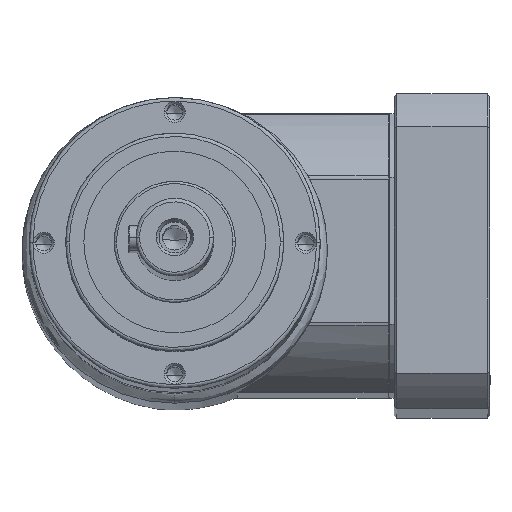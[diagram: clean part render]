
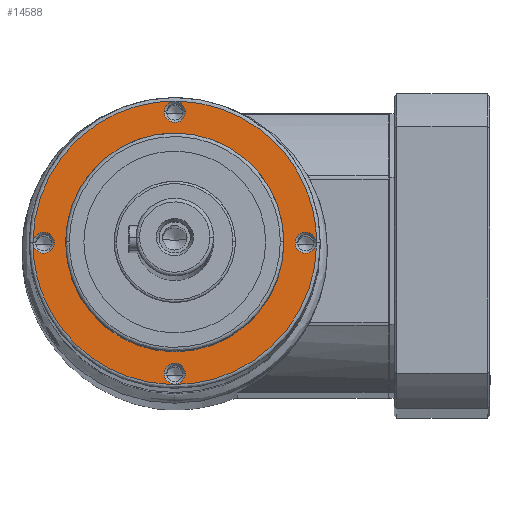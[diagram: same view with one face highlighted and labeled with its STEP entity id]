
A CAD part, left-side view. The second image highlights one B-rep face of the part: STEP entity #14588.
In plain terms, the highlighted face is planar.
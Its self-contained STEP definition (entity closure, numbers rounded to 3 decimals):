
#666 = DIRECTION ( 'NONE',  ( 1., 0., 0. ) ) ;
#930 = CIRCLE ( 'NONE', #26846, 4.324 ) ;
#1268 = CIRCLE ( 'NONE', #27141, 45. ) ;
#1428 = FACE_BOUND ( 'NONE', #15080, .T. ) ;
#1434 =( BOUNDED_CURVE ( )  B_SPLINE_CURVE ( 3, ( #9939, #22866, #12151, #27443 ),
 .UNSPECIFIED., .F., .F. ) 
 B_SPLINE_CURVE_WITH_KNOTS ( ( 4, 4 ),
 ( 0., 0.5 ),
 .UNSPECIFIED. ) 
 CURVE ( )  GEOMETRIC_REPRESENTATION_ITEM ( )  RATIONAL_B_SPLINE_CURVE ( ( 1., 0.333, 0.333, 1. ) ) 
 REPRESENTATION_ITEM ( '' )  );
#1448 = VERTEX_POINT ( 'NONE', #24457 ) ;
#2010 = AXIS2_PLACEMENT_3D ( 'NONE', #26660, #13614, #666 ) ;
#2905 = VERTEX_POINT ( 'NONE', #25522 ) ;
#2914 = CARTESIAN_POINT ( 'NONE',  ( 0., -54., 64. ) ) ;
#3102 = VERTEX_POINT ( 'NONE', #6418 ) ;
#4918 = ORIENTED_EDGE ( 'NONE', *, *, #12944, .F. ) ;
#5015 = DIRECTION ( 'NONE',  ( 1., 0., 0. ) ) ;
#5368 = CARTESIAN_POINT ( 'NONE',  ( 0., 54., 64. ) ) ;
#5584 = CARTESIAN_POINT ( 'NONE',  ( -4.324, -54., 64. ) ) ;
#6084 = EDGE_CURVE ( 'NONE', #20473, #13364, #11256, .T. ) ;
#6172 = CARTESIAN_POINT ( 'NONE',  ( 58.5, 0., 64. ) ) ;
#6187 = CARTESIAN_POINT ( 'NONE',  ( -58.5, 0., 64. ) ) ;
#6221 = CARTESIAN_POINT ( 'NONE',  ( -58.5, 117., 64. ) ) ;
#6418 = CARTESIAN_POINT ( 'NONE',  ( -4.324, 54., 64. ) ) ;
#6553 = CARTESIAN_POINT ( 'NONE',  ( 58.5, 117., 64. ) ) ;
#6627 = VERTEX_POINT ( 'NONE', #14947 ) ;
#7075 = ORIENTED_EDGE ( 'NONE', *, *, #15803, .T. ) ;
#7139 = FACE_BOUND ( 'NONE', #10899, .T. ) ;
#7178 = EDGE_CURVE ( 'NONE', #3102, #24201, #19571, .T. ) ;
#7430 = ORIENTED_EDGE ( 'NONE', *, *, #6084, .T. ) ;
#7539 = EDGE_CURVE ( 'NONE', #6627, #28126, #23267, .T. ) ;
#7550 = DIRECTION ( 'NONE',  ( 1., 0., 0. ) ) ;
#7916 = EDGE_CURVE ( 'NONE', #2905, #1448, #28224, .T. ) ;
#8814 = CARTESIAN_POINT ( 'NONE',  ( 54., 0., 64. ) ) ;
#9004 = EDGE_CURVE ( 'NONE', #25965, #23819, #12334, .T. ) ;
#9508 = EDGE_CURVE ( 'NONE', #13807, #11032, #24446, .T. ) ;
#9939 = CARTESIAN_POINT ( 'NONE',  ( 58.5, 0., 64. ) ) ;
#10093 = DIRECTION ( 'NONE',  ( 1., 0., 0. ) ) ;
#10121 = DIRECTION ( 'NONE',  ( 0., 0., -1. ) ) ;
#10125 = CARTESIAN_POINT ( 'NONE',  ( -54., 0., 64. ) ) ;
#10267 = PLANE ( 'NONE',  #13611 ) ;
#10497 = CARTESIAN_POINT ( 'NONE',  ( -49.676, 0., 64. ) ) ;
#10899 = EDGE_LOOP ( 'NONE', ( #28227, #21541 ) ) ;
#10976 = DIRECTION ( 'NONE',  ( 1., 0., 0. ) ) ;
#11032 = VERTEX_POINT ( 'NONE', #11849 ) ;
#11256 = CIRCLE ( 'NONE', #23688, 4.324 ) ;
#11442 = DIRECTION ( 'NONE',  ( 0., 0., -1. ) ) ;
#11849 = CARTESIAN_POINT ( 'NONE',  ( 58.5, 0., 64. ) ) ;
#12151 = CARTESIAN_POINT ( 'NONE',  ( -58.5, -117., 64. ) ) ;
#12334 = CIRCLE ( 'NONE', #18640, 4.324 ) ;
#12350 = CIRCLE ( 'NONE', #25700, 4.324 ) ;
#12521 = EDGE_LOOP ( 'NONE', ( #7075, #25001 ) ) ;
#12584 = DIRECTION ( 'NONE',  ( 0., 0., 1. ) ) ;
#12591 = CARTESIAN_POINT ( 'NONE',  ( -58.5, 0., 64. ) ) ;
#12724 = ORIENTED_EDGE ( 'NONE', *, *, #16186, .T. ) ;
#12875 = ORIENTED_EDGE ( 'NONE', *, *, #7178, .T. ) ;
#12927 = FACE_BOUND ( 'NONE', #12521, .T. ) ;
#12944 = EDGE_CURVE ( 'NONE', #11032, #13807, #1434, .T. ) ;
#13364 = VERTEX_POINT ( 'NONE', #15499 ) ;
#13611 = AXIS2_PLACEMENT_3D ( 'NONE', #25598, #12584, #27894 ) ;
#13614 = DIRECTION ( 'NONE',  ( 0., 0., -1. ) ) ;
#13807 = VERTEX_POINT ( 'NONE', #12591 ) ;
#14084 = ORIENTED_EDGE ( 'NONE', *, *, #15948, .T. ) ;
#14362 = CARTESIAN_POINT ( 'NONE',  ( 0., -54., 64. ) ) ;
#14478 = DIRECTION ( 'NONE',  ( 0., 0., -1. ) ) ;
#14588 = ADVANCED_FACE ( 'NONE', ( #24390, #7139, #18476, #12927, #1428, #23671 ), #10267, .T. ) ;
#14803 = DIRECTION ( 'NONE',  ( 1., 0., 0. ) ) ;
#14947 = CARTESIAN_POINT ( 'NONE',  ( 45., 0., 64. ) ) ;
#15080 = EDGE_LOOP ( 'NONE', ( #14084, #12875 ) ) ;
#15328 = EDGE_CURVE ( 'NONE', #23819, #25965, #27152, .T. ) ;
#15499 = CARTESIAN_POINT ( 'NONE',  ( 4.324, -54., 64. ) ) ;
#15609 = EDGE_CURVE ( 'NONE', #1448, #2905, #20164, .T. ) ;
#15691 = EDGE_LOOP ( 'NONE', ( #12724, #7430 ) ) ;
#15803 = EDGE_CURVE ( 'NONE', #28126, #6627, #1268, .T. ) ;
#15948 = EDGE_CURVE ( 'NONE', #24201, #3102, #930, .T. ) ;
#16186 = EDGE_CURVE ( 'NONE', #13364, #20473, #12350, .T. ) ;
#16986 = EDGE_LOOP ( 'NONE', ( #23315, #4918 ) ) ;
#17789 = DIRECTION ( 'NONE',  ( 0., 0., -1. ) ) ;
#18476 = FACE_OUTER_BOUND ( 'NONE', #16986, .T. ) ;
#18640 = AXIS2_PLACEMENT_3D ( 'NONE', #10125, #10121, #10093 ) ;
#19571 = CIRCLE ( 'NONE', #21900, 4.324 ) ;
#20046 = EDGE_LOOP ( 'NONE', ( #20213, #23807 ) ) ;
#20164 = CIRCLE ( 'NONE', #28056, 4.324 ) ;
#20213 = ORIENTED_EDGE ( 'NONE', *, *, #15328, .T. ) ;
#20473 = VERTEX_POINT ( 'NONE', #5584 ) ;
#20489 = DIRECTION ( 'NONE',  ( 0., 0., -1. ) ) ;
#20507 = DIRECTION ( 'NONE',  ( 1., 0., 0. ) ) ;
#20529 = DIRECTION ( 'NONE',  ( 0., 0., -1. ) ) ;
#20554 = CARTESIAN_POINT ( 'NONE',  ( 54., 0., 64. ) ) ;
#21541 = ORIENTED_EDGE ( 'NONE', *, *, #7916, .T. ) ;
#21900 = AXIS2_PLACEMENT_3D ( 'NONE', #27946, #27937, #27905 ) ;
#22866 = CARTESIAN_POINT ( 'NONE',  ( 58.5, -117., 64. ) ) ;
#23267 = CIRCLE ( 'NONE', #27151, 45. ) ;
#23315 = ORIENTED_EDGE ( 'NONE', *, *, #9508, .F. ) ;
#23671 = FACE_BOUND ( 'NONE', #15691, .T. ) ;
#23688 = AXIS2_PLACEMENT_3D ( 'NONE', #14362, #14478, #14803 ) ;
#23807 = ORIENTED_EDGE ( 'NONE', *, *, #9004, .T. ) ;
#23819 = VERTEX_POINT ( 'NONE', #10497 ) ;
#23915 = DIRECTION ( 'NONE',  ( 0., 0., -1. ) ) ;
#24201 = VERTEX_POINT ( 'NONE', #27419 ) ;
#24390 = FACE_BOUND ( 'NONE', #20046, .T. ) ;
#24400 = CARTESIAN_POINT ( 'NONE',  ( 0., 0., 64. ) ) ;
#24446 =( BOUNDED_CURVE ( )  B_SPLINE_CURVE ( 3, ( #6187, #6221, #6553, #6172 ),
 .UNSPECIFIED., .F., .F. ) 
 B_SPLINE_CURVE_WITH_KNOTS ( ( 4, 4 ),
 ( 0.5, 1. ),
 .UNSPECIFIED. ) 
 CURVE ( )  GEOMETRIC_REPRESENTATION_ITEM ( )  RATIONAL_B_SPLINE_CURVE ( ( 1., 0.333, 0.333, 1. ) ) 
 REPRESENTATION_ITEM ( '' )  );
#24457 = CARTESIAN_POINT ( 'NONE',  ( 58.324, 0., 64. ) ) ;
#24907 = DIRECTION ( 'NONE',  ( -1., 0., 0. ) ) ;
#24910 = DIRECTION ( 'NONE',  ( 0., 0., -1. ) ) ;
#24938 = CARTESIAN_POINT ( 'NONE',  ( 0., 0., 64. ) ) ;
#25001 = ORIENTED_EDGE ( 'NONE', *, *, #7539, .T. ) ;
#25522 = CARTESIAN_POINT ( 'NONE',  ( 49.676, 0., 64. ) ) ;
#25574 = AXIS2_PLACEMENT_3D ( 'NONE', #20554, #20529, #20507 ) ;
#25598 = CARTESIAN_POINT ( 'NONE',  ( 0., 0., 64. ) ) ;
#25700 = AXIS2_PLACEMENT_3D ( 'NONE', #2914, #17789, #5015 ) ;
#25790 = CARTESIAN_POINT ( 'NONE',  ( -58.324, 0., 64. ) ) ;
#25965 = VERTEX_POINT ( 'NONE', #25790 ) ;
#26660 = CARTESIAN_POINT ( 'NONE',  ( -54., 0., 64. ) ) ;
#26723 = DIRECTION ( 'NONE',  ( -1., 0., 0. ) ) ;
#26846 = AXIS2_PLACEMENT_3D ( 'NONE', #5368, #20489, #7550 ) ;
#26899 = CARTESIAN_POINT ( 'NONE',  ( -45., 0., 64. ) ) ;
#27141 = AXIS2_PLACEMENT_3D ( 'NONE', #24400, #11442, #26723 ) ;
#27151 = AXIS2_PLACEMENT_3D ( 'NONE', #24938, #24910, #24907 ) ;
#27152 = CIRCLE ( 'NONE', #2010, 4.324 ) ;
#27419 = CARTESIAN_POINT ( 'NONE',  ( 4.324, 54., 64. ) ) ;
#27443 = CARTESIAN_POINT ( 'NONE',  ( -58.5, 0., 64. ) ) ;
#27894 = DIRECTION ( 'NONE',  ( 1., 0., 0. ) ) ;
#27905 = DIRECTION ( 'NONE',  ( 1., 0., 0. ) ) ;
#27937 = DIRECTION ( 'NONE',  ( 0., 0., -1. ) ) ;
#27946 = CARTESIAN_POINT ( 'NONE',  ( 0., 54., 64. ) ) ;
#28056 = AXIS2_PLACEMENT_3D ( 'NONE', #8814, #23915, #10976 ) ;
#28126 = VERTEX_POINT ( 'NONE', #26899 ) ;
#28224 = CIRCLE ( 'NONE', #25574, 4.324 ) ;
#28227 = ORIENTED_EDGE ( 'NONE', *, *, #15609, .T. ) ;
